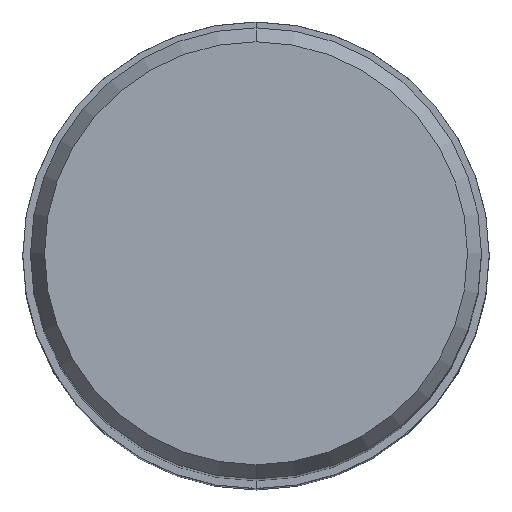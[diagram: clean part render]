
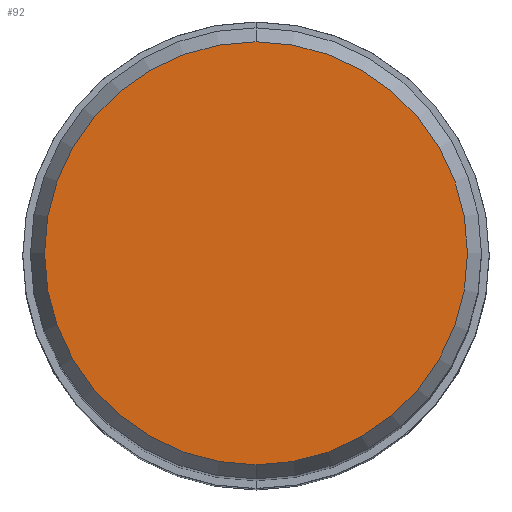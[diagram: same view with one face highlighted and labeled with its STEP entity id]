
A CAD part, top view. The second image highlights one B-rep face of the part: STEP entity #92.
In plain terms, the highlighted planar face has unit normal (0, 0, 1).
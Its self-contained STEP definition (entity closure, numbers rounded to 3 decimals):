
#92=ADVANCED_FACE('',(#207),#208,.T.);
#100=VERTEX_POINT('',#216);
#114=EDGE_CURVE('',#100,#128,#232,.T.);
#128=VERTEX_POINT('',#246);
#134=EDGE_CURVE('',#128,#100,#252,.T.);
#207=FACE_OUTER_BOUND('',#327,.T.);
#208=PLANE('',#328);
#216=CARTESIAN_POINT('',(0.,-10.425,0.01));
#232=CIRCLE('',#360,10.425);
#246=CARTESIAN_POINT('',(0.0,10.425,0.01));
#252=CIRCLE('',#390,10.425);
#327=EDGE_LOOP('',(#460,#461));
#328=AXIS2_PLACEMENT_3D('',#462,#463,#464);
#360=AXIS2_PLACEMENT_3D('',#494,#495,#496);
#390=AXIS2_PLACEMENT_3D('',#508,#509,#510);
#460=ORIENTED_EDGE('',*,*,#134,.F.);
#461=ORIENTED_EDGE('',*,*,#114,.F.);
#462=CARTESIAN_POINT('',(0.0,5.212,0.01));
#463=DIRECTION('',(-0.0,0.0,1.0));
#464=DIRECTION('',(0.0,-1.0,0.0));
#494=CARTESIAN_POINT('',(0.0,0.0,0.01));
#495=DIRECTION('',(0.0,0.0,-1.0));
#496=DIRECTION('',(0.0,1.0,0.0));
#508=CARTESIAN_POINT('',(0.0,0.0,0.01));
#509=DIRECTION('',(0.0,0.0,-1.0));
#510=DIRECTION('',(0.0,1.0,0.0));
